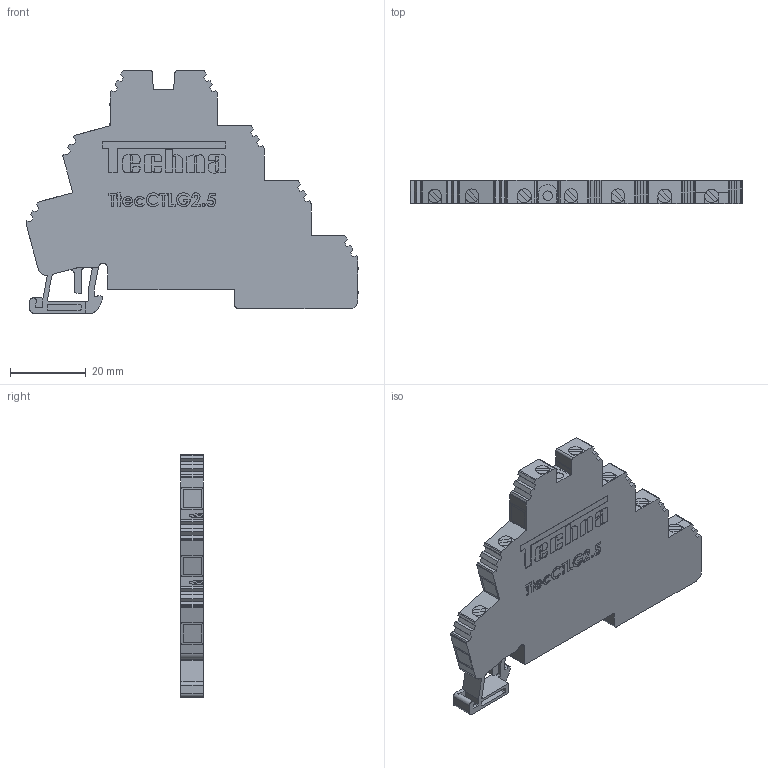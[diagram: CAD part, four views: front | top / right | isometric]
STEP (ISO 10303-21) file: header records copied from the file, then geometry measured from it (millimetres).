
FILE_DESCRIPTION (( 'STEP AP214' ), '1' );
FILE_NAME ('TtecCTLG2.5.STEP', '2020-07-07T05:46:42', ( '' ), ( '' ), 'SwSTEP 2.0', 'SolidWorks 2020', '' );
FILE_SCHEMA (( 'AUTOMOTIVE_DESIGN' ));
Length unit declared in the file: millimetre
Products named in the file (1): TtecCTLG2.5
Bounding box: 87.51 x 6 x 63.9 mm (x, y, z)
Volume: 20148.6 mm3; surface area: 9382.4 mm2
Topology: 1 solids, 1 shells, 882 faces, 2426 edges, 1588 vertices
Faces by surface type: plane 586, cylinder 190, bspline 106
Entity records: 39443 total; most frequent: CARTESIAN_POINT 11451, ORIENTED_EDGE 4852, DIRECTION 4181, EDGE_CURVE 2426, LINE 1801, VECTOR 1801, VERTEX_POINT 1588, AXIS2_PLACEMENT_3D 1190
